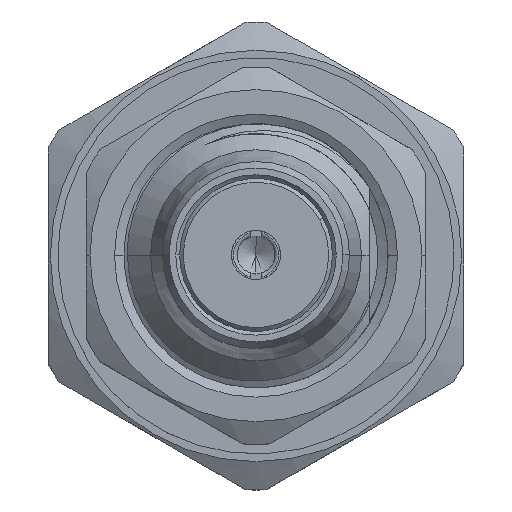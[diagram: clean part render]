
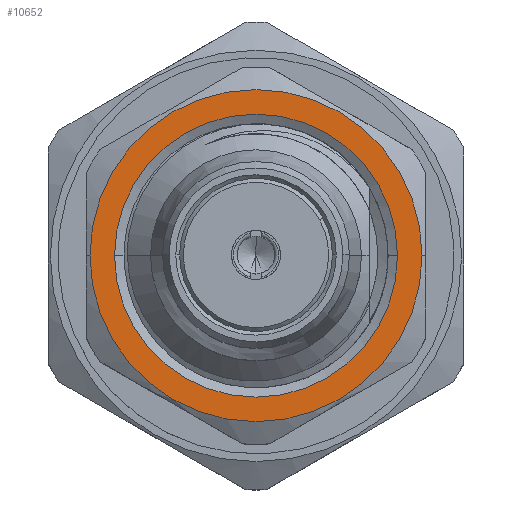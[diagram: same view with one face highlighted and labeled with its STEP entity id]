
A CAD part, top view. The second image highlights one B-rep face of the part: STEP entity #10652.
In plain terms, the highlighted planar face has unit normal (0, 0, 1).
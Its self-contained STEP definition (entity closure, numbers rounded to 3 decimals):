
#499 = CARTESIAN_POINT ( 'NONE',  ( 3.749, 0., -10.336 ) ) ;
#1547 = EDGE_CURVE ( 'NONE', #5203, #19125, #11624, .T. ) ;
#2340 = CARTESIAN_POINT ( 'NONE',  ( 0., 0., -10.336 ) ) ;
#3740 = CIRCLE ( 'NONE', #20227, 3.749 ) ;
#3955 = DIRECTION ( 'NONE',  ( 1., 0., 0. ) ) ;
#4171 = AXIS2_PLACEMENT_3D ( 'NONE', #2340, #13482, #3955 ) ;
#4565 = EDGE_CURVE ( 'NONE', #17319, #7249, #15773, .T. ) ;
#5171 = CARTESIAN_POINT ( 'NONE',  ( -3.749, 0., -10.336 ) ) ;
#5203 = VERTEX_POINT ( 'NONE', #13750 ) ;
#5987 = CARTESIAN_POINT ( 'NONE',  ( 0., 0., -10.336 ) ) ;
#6412 = AXIS2_PLACEMENT_3D ( 'NONE', #6466, #17494, #8090 ) ;
#6466 = CARTESIAN_POINT ( 'NONE',  ( 0., 0., -10.336 ) ) ;
#6862 = AXIS2_PLACEMENT_3D ( 'NONE', #16494, #7059, #18047 ) ;
#6984 = ORIENTED_EDGE ( 'NONE', *, *, #4565, .T. ) ;
#7059 = DIRECTION ( 'NONE',  ( 0., 0., -1. ) ) ;
#7108 = EDGE_LOOP ( 'NONE', ( #13777, #8623 ) ) ;
#7249 = VERTEX_POINT ( 'NONE', #499 ) ;
#7625 = DIRECTION ( 'NONE',  ( 1., 0., 0. ) ) ;
#8090 = DIRECTION ( 'NONE',  ( -1., 0., 0. ) ) ;
#8623 = ORIENTED_EDGE ( 'NONE', *, *, #16561, .F. ) ;
#9000 = FACE_BOUND ( 'NONE', #13606, .T. ) ;
#9585 = CIRCLE ( 'NONE', #6412, 4.4 ) ;
#10264 = PLANE ( 'NONE',  #4171 ) ;
#10652 = ADVANCED_FACE ( 'NONE', ( #9000, #16851 ), #10264, .T. ) ;
#11624 = CIRCLE ( 'NONE', #13221, 4.4 ) ;
#13221 = AXIS2_PLACEMENT_3D ( 'NONE', #17347, #18773, #18732 ) ;
#13482 = DIRECTION ( 'NONE',  ( 0., 0., 1. ) ) ;
#13606 = EDGE_LOOP ( 'NONE', ( #19105, #6984 ) ) ;
#13750 = CARTESIAN_POINT ( 'NONE',  ( -4.4, 0., -10.336 ) ) ;
#13777 = ORIENTED_EDGE ( 'NONE', *, *, #1547, .F. ) ;
#15773 = CIRCLE ( 'NONE', #6862, 3.749 ) ;
#16494 = CARTESIAN_POINT ( 'NONE',  ( 0., 0., -10.336 ) ) ;
#16561 = EDGE_CURVE ( 'NONE', #19125, #5203, #9585, .T. ) ;
#16851 = FACE_OUTER_BOUND ( 'NONE', #7108, .T. ) ;
#17048 = DIRECTION ( 'NONE',  ( 0., 0., -1. ) ) ;
#17319 = VERTEX_POINT ( 'NONE', #5171 ) ;
#17347 = CARTESIAN_POINT ( 'NONE',  ( 0., 0., -10.336 ) ) ;
#17494 = DIRECTION ( 'NONE',  ( 0., 0., -1. ) ) ;
#17822 = EDGE_CURVE ( 'NONE', #7249, #17319, #3740, .T. ) ;
#18047 = DIRECTION ( 'NONE',  ( 1., 0., 0. ) ) ;
#18732 = DIRECTION ( 'NONE',  ( -1., 0., 0. ) ) ;
#18773 = DIRECTION ( 'NONE',  ( 0., 0., -1. ) ) ;
#19105 = ORIENTED_EDGE ( 'NONE', *, *, #17822, .T. ) ;
#19125 = VERTEX_POINT ( 'NONE', #20413 ) ;
#20227 = AXIS2_PLACEMENT_3D ( 'NONE', #5987, #17048, #7625 ) ;
#20413 = CARTESIAN_POINT ( 'NONE',  ( 4.4, 0., -10.336 ) ) ;
